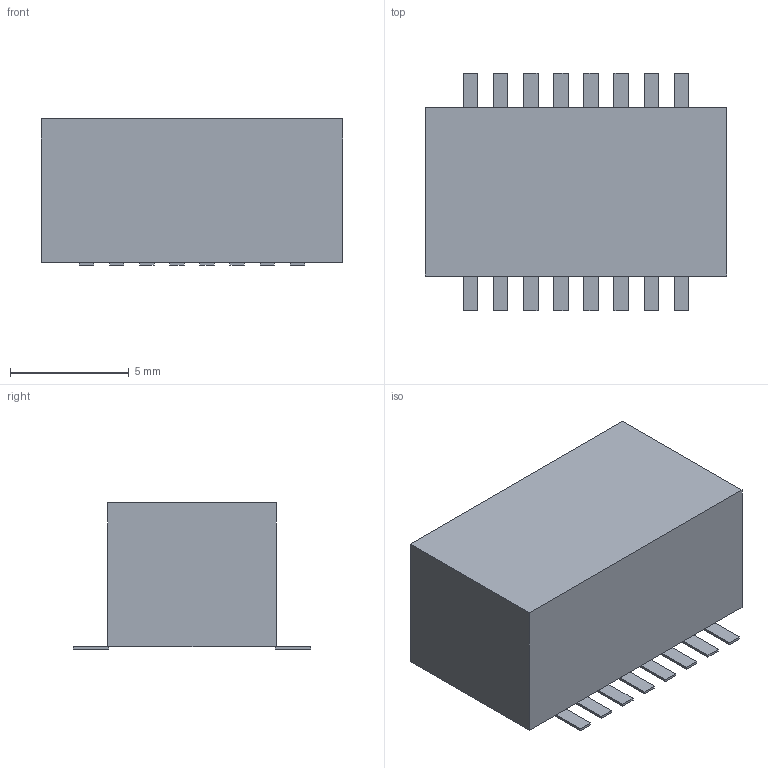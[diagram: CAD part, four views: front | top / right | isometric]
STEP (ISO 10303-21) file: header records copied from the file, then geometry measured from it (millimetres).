
FILE_DESCRIPTION(('FreeCAD Model'),'2;1');
FILE_NAME('893683.1.1.stp','2019-06-17T17:27:36',( 'Author'),(''),'Open CASCADE STEP processor 6.8','FreeCAD','Unknown' );
FILE_SCHEMA(('AUTOMOTIVE_DESIGN_CC2 { 1 2 10303 214 -1 1 5 4 }'));
Length unit declared in the file: millimetre
Products named in the file (18): ASSEMBLY; Body; ('pin',_'1'); ('pin',_'2'); ('pin',_'3'); ('pin',_'4'); ('pin',_'5'); ('pin',_'6'); ('pin',_'7'); ('pin',_'8'); ('pin',_'9'); ('pin',_'10'); ('pin',_'11'); ('pin',_'12'); ('pin',_'13'); ('pin',_'14'); ('pin',_'15'); ('pin',_'16')
Assembly tree (17 placements, depth 2):
  ASSEMBLY
    Body
    ('pin',_'1')
    ('pin',_'2')
    ('pin',_'3')
    ('pin',_'4')
    ('pin',_'5')
    ('pin',_'6')
    ('pin',_'7')
    ('pin',_'8')
    ('pin',_'9')
    ('pin',_'10')
    ('pin',_'11')
    ('pin',_'12')
    ('pin',_'13')
    ('pin',_'14')
    ('pin',_'15')
    ('pin',_'16')
Bounding box: 12.7 x 10.01 x 6.17 mm (x, y, z)
Volume: 549.6 mm3; surface area: 457 mm2
Topology: 17 solids, 17 shells, 102 faces, 204 edges, 136 vertices
Faces by surface type: plane 102
Entity records: 5696 total; most frequent: CARTESIAN_POINT 868, DIRECTION 852, LINE 612, VECTOR 612, ORIENTED_EDGE 408, PCURVE 408, DEFINITIONAL_REPRESENTATION 408, EDGE_CURVE 204
